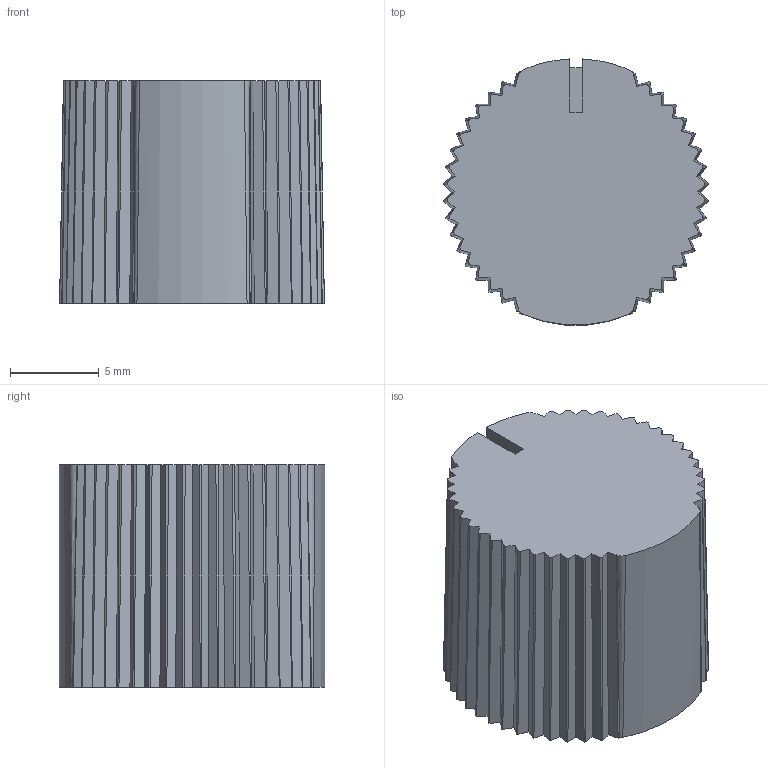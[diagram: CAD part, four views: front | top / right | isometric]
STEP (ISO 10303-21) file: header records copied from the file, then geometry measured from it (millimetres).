
FILE_DESCRIPTION(('FreeCAD Model'),'2;1');
FILE_NAME('Open CASCADE Shape Model','2024-07-03T00:47:09',( 'kicad StepUp'),('ksu MCAD'),'Open CASCADE STEP processor 7.6', 'FreeCAD','Unknown');
FILE_SCHEMA(('AUTOMOTIVE_DESIGN { 1 0 10303 214 1 1 1 1 }'));
Length unit declared in the file: millimetre
Products named in the file (1): COM-10597
Bounding box: 14.91 x 14.97 x 12.5 mm (x, y, z)
Volume: 1311 mm3; surface area: 2007.3 mm2
Topology: 1 solids, 1 shells, 158 faces, 445 edges, 291 vertices
Faces by surface type: plane 97, cone 53, cylinder 4, bspline 4
Full cylindrical faces by diameter (mm): 6 x1
Entity records: 5536 total; most frequent: CARTESIAN_POINT 1573, ORIENTED_EDGE 890, DIRECTION 750, EDGE_CURVE 445, VERTEX_POINT 291, AXIS2_PLACEMENT_3D 268, LINE 214, VECTOR 214
